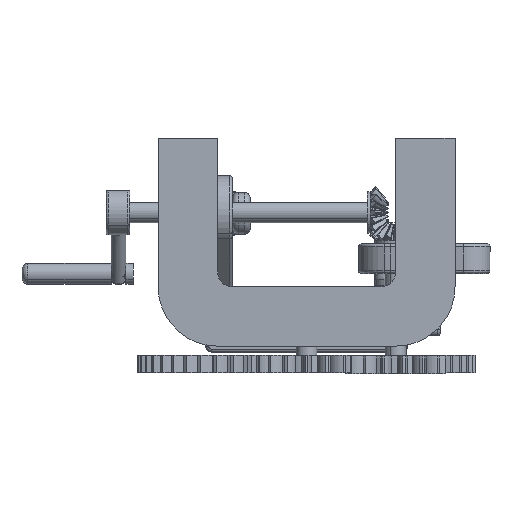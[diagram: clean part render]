
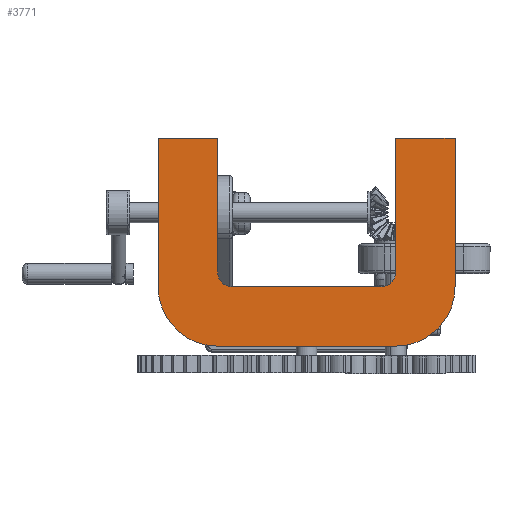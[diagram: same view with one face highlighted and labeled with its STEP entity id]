
A CAD part, front view. The second image highlights one B-rep face of the part: STEP entity #3771.
In plain terms, the highlighted planar face has unit normal (0, -1, 0).
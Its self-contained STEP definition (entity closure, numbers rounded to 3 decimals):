
#872=CARTESIAN_POINT('',(-30.,0.,20.));
#873=DIRECTION('',(0.,1.,0.));
#874=DIRECTION('',(0.,0.,-1.));
#875=AXIS2_PLACEMENT_3D('',#872,#873,#874);
#877=DIRECTION('',(0.,0.,1.));
#878=VECTOR('',#877,50.);
#879=CARTESIAN_POINT('',(-50.,0.,20.));
#880=LINE('',#879,#878);
#881=DIRECTION('',(1.,0.,0.));
#882=VECTOR('',#881,20.);
#883=CARTESIAN_POINT('',(-50.,0.,70.));
#884=LINE('',#883,#882);
#885=DIRECTION('',(0.,0.,-1.));
#886=VECTOR('',#885,45.);
#887=CARTESIAN_POINT('',(-30.,0.,70.));
#888=LINE('',#887,#886);
#889=CARTESIAN_POINT('',(-25.,0.,25.));
#890=DIRECTION('',(0.,-1.,0.));
#891=DIRECTION('',(-1.,0.,0.));
#892=AXIS2_PLACEMENT_3D('',#889,#890,#891);
#894=DIRECTION('',(1.,0.,0.));
#895=VECTOR('',#894,50.);
#896=CARTESIAN_POINT('',(-25.,0.,20.));
#897=LINE('',#896,#895);
#898=CARTESIAN_POINT('',(25.,0.,25.));
#899=DIRECTION('',(0.,-1.,0.));
#900=DIRECTION('',(0.,0.,-1.));
#901=AXIS2_PLACEMENT_3D('',#898,#899,#900);
#903=DIRECTION('',(0.,0.,1.));
#904=VECTOR('',#903,45.);
#905=CARTESIAN_POINT('',(30.,0.,25.));
#906=LINE('',#905,#904);
#907=DIRECTION('',(1.,0.,0.));
#908=VECTOR('',#907,20.);
#909=CARTESIAN_POINT('',(30.,0.,70.));
#910=LINE('',#909,#908);
#911=DIRECTION('',(0.,0.,-1.));
#912=VECTOR('',#911,50.);
#913=CARTESIAN_POINT('',(50.,0.,70.));
#914=LINE('',#913,#912);
#915=CARTESIAN_POINT('',(30.,0.,20.));
#916=DIRECTION('',(0.,1.,0.));
#917=DIRECTION('',(1.,0.,0.));
#918=AXIS2_PLACEMENT_3D('',#915,#916,#917);
#920=DIRECTION('',(-1.,0.,0.));
#921=VECTOR('',#920,60.);
#922=CARTESIAN_POINT('',(30.,0.,0.));
#923=LINE('',#922,#921);
#1346=CARTESIAN_POINT('',(-30.,0.,0.));
#1347=VERTEX_POINT('',#1346);
#1348=CARTESIAN_POINT('',(30.,0.,0.));
#1349=VERTEX_POINT('',#1348);
#1518=CARTESIAN_POINT('',(-50.,0.,20.));
#1519=VERTEX_POINT('',#1518);
#1520=CARTESIAN_POINT('',(-50.,0.,70.));
#1521=VERTEX_POINT('',#1520);
#1522=CARTESIAN_POINT('',(-30.,0.,70.));
#1523=VERTEX_POINT('',#1522);
#1524=CARTESIAN_POINT('',(-30.,0.,25.));
#1525=VERTEX_POINT('',#1524);
#1526=CARTESIAN_POINT('',(-25.,0.,20.));
#1527=VERTEX_POINT('',#1526);
#1528=CARTESIAN_POINT('',(25.,0.,20.));
#1529=VERTEX_POINT('',#1528);
#1530=CARTESIAN_POINT('',(30.,0.,25.));
#1531=VERTEX_POINT('',#1530);
#1532=CARTESIAN_POINT('',(30.,0.,70.));
#1533=VERTEX_POINT('',#1532);
#1534=CARTESIAN_POINT('',(50.,0.,70.));
#1535=VERTEX_POINT('',#1534);
#1536=CARTESIAN_POINT('',(50.,0.,20.));
#1537=VERTEX_POINT('',#1536);
#3752=CARTESIAN_POINT('',(25.,0.,25.));
#3753=DIRECTION('',(0.,1.,0.));
#3754=DIRECTION('',(0.,0.,1.));
#3755=AXIS2_PLACEMENT_3D('',#3752,#3753,#3754);
#3756=PLANE('',#3755);
#3757=ORIENTED_EDGE('',*,*,#3529,.T.);
#3758=ORIENTED_EDGE('',*,*,#3550,.T.);
#3759=ORIENTED_EDGE('',*,*,#3571,.T.);
#3760=ORIENTED_EDGE('',*,*,#3592,.T.);
#3761=ORIENTED_EDGE('',*,*,#3613,.T.);
#3762=ORIENTED_EDGE('',*,*,#3634,.T.);
#3763=ORIENTED_EDGE('',*,*,#3655,.T.);
#3764=ORIENTED_EDGE('',*,*,#3676,.T.);
#3765=ORIENTED_EDGE('',*,*,#3697,.T.);
#3766=ORIENTED_EDGE('',*,*,#3718,.T.);
#3767=ORIENTED_EDGE('',*,*,#3738,.T.);
#3768=ORIENTED_EDGE('',*,*,#1669,.T.);
#3769=EDGE_LOOP('',(#3757,#3758,#3759,#3760,#3761,#3762,#3763,#3764,#3765,#3766,
#3767,#3768));
#3770=FACE_OUTER_BOUND('',#3769,.F.);
#876=CIRCLE('',#875,20.);
#893=CIRCLE('',#892,5.);
#902=CIRCLE('',#901,5.);
#919=CIRCLE('',#918,20.);
#1669=EDGE_CURVE('',#1349,#1347,#923,.T.);
#3529=EDGE_CURVE('',#1347,#1519,#876,.T.);
#3550=EDGE_CURVE('',#1519,#1521,#880,.T.);
#3571=EDGE_CURVE('',#1521,#1523,#884,.T.);
#3592=EDGE_CURVE('',#1523,#1525,#888,.T.);
#3613=EDGE_CURVE('',#1525,#1527,#893,.T.);
#3634=EDGE_CURVE('',#1527,#1529,#897,.T.);
#3655=EDGE_CURVE('',#1529,#1531,#902,.T.);
#3676=EDGE_CURVE('',#1531,#1533,#906,.T.);
#3697=EDGE_CURVE('',#1533,#1535,#910,.T.);
#3718=EDGE_CURVE('',#1535,#1537,#914,.T.);
#3738=EDGE_CURVE('',#1537,#1349,#919,.T.);
#3771=ADVANCED_FACE('',(#3770),#3756,.F.);
